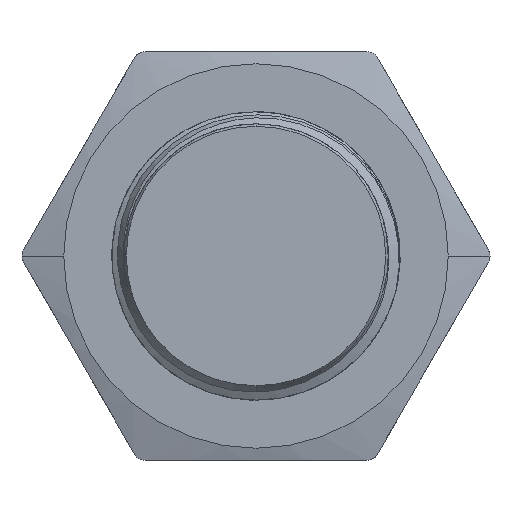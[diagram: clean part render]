
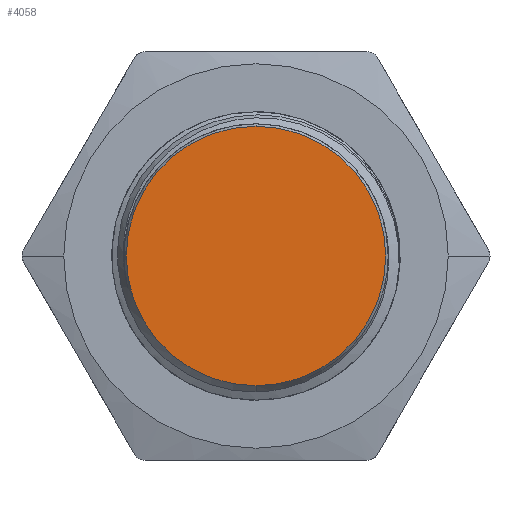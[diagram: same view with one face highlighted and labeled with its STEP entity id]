
A CAD part, front view. The second image highlights one B-rep face of the part: STEP entity #4058.
In plain terms, the highlighted planar face has unit normal (0, -1, 0).
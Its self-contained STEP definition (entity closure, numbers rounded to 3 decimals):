
#282=PLANE('',#13740);
#728=FACE_OUTER_BOUND('',#5218,.T.);
#4058=ADVANCED_FACE('',(#728),#282,.F.);
#5218=EDGE_LOOP('',(#6890,#6891));
#6890=ORIENTED_EDGE('',*,*,#11969,.F.);
#6891=ORIENTED_EDGE('',*,*,#11696,.F.);
#10282=VERTEX_POINT('',#18984);
#10284=VERTEX_POINT('',#18987);
#11696=EDGE_CURVE('',#10282,#10284,#13402,.T.);
#11969=EDGE_CURVE('',#10284,#10282,#13408,.T.);
#13402=CIRCLE('',#13654,5.4);
#13408=CIRCLE('',#13738,5.4);
#13654=AXIS2_PLACEMENT_3D('',#18986,#14824,#14825);
#13738=AXIS2_PLACEMENT_3D('',#25276,#15018,#15019);
#13740=AXIS2_PLACEMENT_3D('',#25278,#15022,#15023);
#14824=DIRECTION('',(0.,1.,0.));
#14825=DIRECTION('',(0.,0.,1.));
#15018=DIRECTION('',(0.,1.,0.));
#15019=DIRECTION('',(0.,0.,-1.));
#15022=DIRECTION('',(0.,1.,0.));
#15023=DIRECTION('',(-1.,0.,0.));
#18984=CARTESIAN_POINT('',(0.,-20.,5.4));
#18986=CARTESIAN_POINT('',(0.,-20.,0.));
#18987=CARTESIAN_POINT('',(0.,-20.,-5.4));
#25276=CARTESIAN_POINT('',(0.,-20.,0.));
#25278=CARTESIAN_POINT('',(-18.5,-20.,-16.075));
